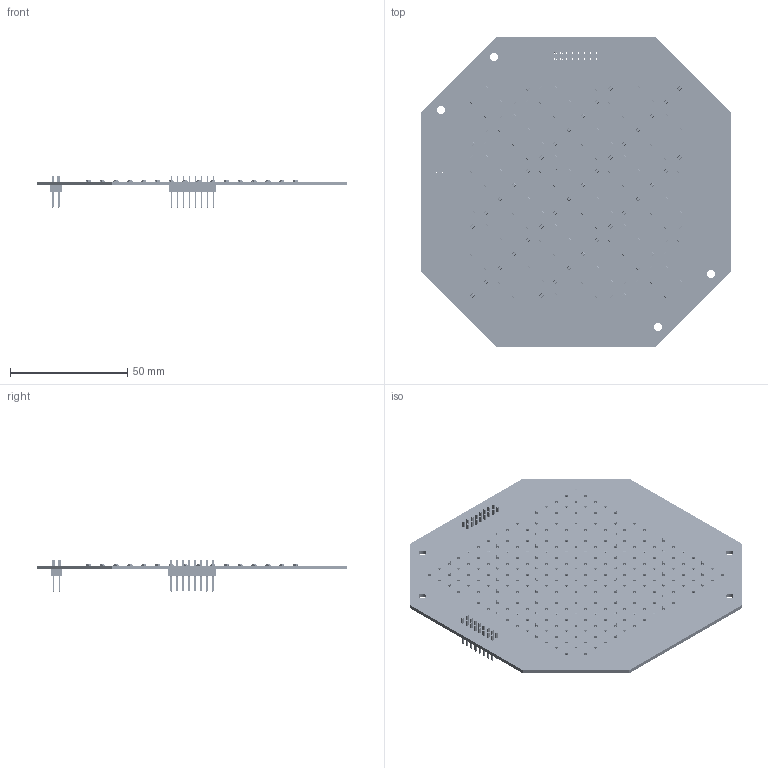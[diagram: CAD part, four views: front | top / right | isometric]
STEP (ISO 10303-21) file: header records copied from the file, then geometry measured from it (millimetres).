
FILE_DESCRIPTION(('Open CASCADE Model'),'2;1');
FILE_NAME('Open CASCADE Shape Model','2020-08-25T16:25:33',('Author'),( 'Open CASCADE'),'Open CASCADE STEP processor 6.8','Open CASCADE 6.8' ,'Unknown');
FILE_SCHEMA(('AUTOMOTIVE_DESIGN { 1 0 10303 214 1 1 1 1 }'));
Length unit declared in the file: millimetre
Products named in the file (268): PCB; Board; Open CASCADE STEP translator 6.8 6.1.1; LED1; WL-SMCW_0805_LED; base; cover; housing; marking; base_2; X2; 215447-8--3DModel-STEP-1; X1; LED256; LED255; LED254; LED253; LED252; LED251; LED250; LED249; LED248; LED247; LED246; LED245; LED244; LED243; LED242; LED241; LED240; LED239; LED238; LED237; LED236; LED235; LED234; LED233; LED232; LED231; LED230 ...
Assembly tree (524 placements, depth 4):
  PCB
    Board
      Open CASCADE STEP translator 6.8 6.1.1
    LED1
      WL-SMCW_0805_LED
        base
        cover
        housing
        marking  x2
        base_2
    X2
      215447-8--3DModel-STEP-1
    X1
      215447-8--3DModel-STEP-1
    LED256
      WL-SMCW_0805_LED
        base
        cover
        housing
        marking  x2
        base_2
    LED255
      WL-SMCW_0805_LED
        base
        cover
        housing
        marking  x2
        base_2
    LED254
      WL-SMCW_0805_LED
        base
        cover
        housing
        marking  x2
        base_2
    LED253
      WL-SMCW_0805_LED
        base
        cover
        housing
        marking  x2
        base_2
    LED252
      WL-SMCW_0805_LED
        base
        cover
        housing
        marking  x2
        base_2
    LED251
      WL-SMCW_0805_LED
        base
        cover
        housing
        marking  x2
        base_2
    LED250
      WL-SMCW_0805_LED
        base
        cover
Bounding box: 132 x 132 x 13.6 mm (x, y, z)
Volume: 25590.3 mm3; surface area: 37955.7 mm2
Topology: 1539 solids, 1539 shells, 22279 faces, 54851 edges, 34818 vertices
Faces by surface type: plane 17027, cylinder 4228, sphere 1024
Full cylindrical faces by diameter (mm): 1.05 x32, 3.4 x4
Entity records: 32347 total; most frequent: CARTESIAN_POINT 5173, DIRECTION 4874, ORIENTED_EDGE 4408, EDGE_CURVE 2204, LINE 2006, VECTOR 2006, VERTEX_POINT 1444, AXIS2_PLACEMENT_3D 1434
